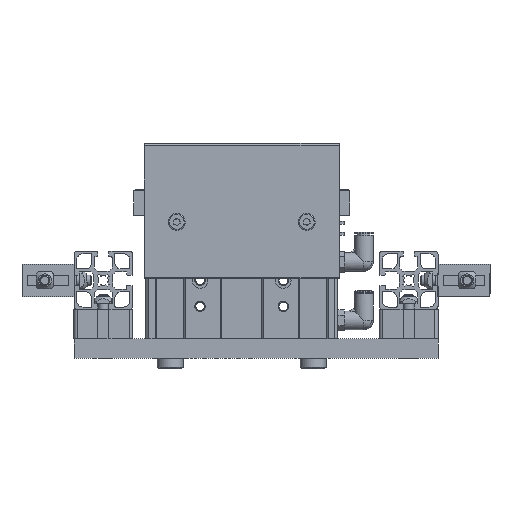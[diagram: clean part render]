
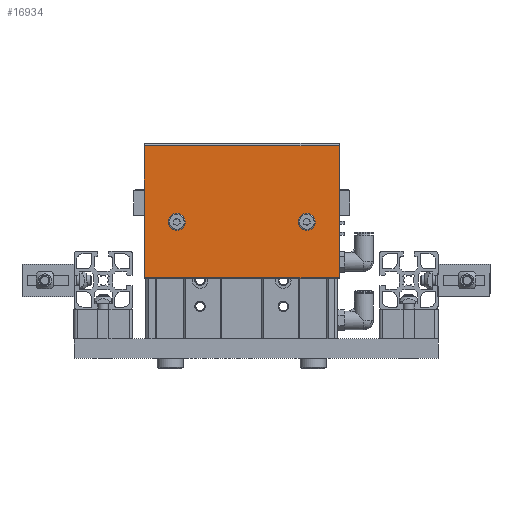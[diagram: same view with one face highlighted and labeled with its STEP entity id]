
A CAD part, front view. The second image highlights one B-rep face of the part: STEP entity #16934.
In plain terms, the highlighted planar face has unit normal (0, -1, 0).
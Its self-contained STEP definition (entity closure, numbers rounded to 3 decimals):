
#1172=LINE('',#26600,#2645);
#1190=LINE('',#26648,#2663);
#1198=LINE('',#26664,#2671);
#1199=LINE('',#26666,#2672);
#2645=VECTOR('',#21275,10.);
#2663=VECTOR('',#21311,10.);
#2671=VECTOR('',#21335,10.);
#2672=VECTOR('',#21338,10.);
#4264=FACE_BOUND('',#5724,.T.);
#4265=FACE_BOUND('',#5725,.T.);
#4641=FACE_OUTER_BOUND('',#5723,.T.);
#5723=EDGE_LOOP('',(#12465,#12466,#12467,#12468));
#5724=EDGE_LOOP('',(#12469));
#5725=EDGE_LOOP('',(#12470));
#6749=CIRCLE('',#18588,4.5);
#6751=CIRCLE('',#18591,4.5);
#7684=VERTEX_POINT('',#26576);
#7686=VERTEX_POINT('',#26582);
#7692=VERTEX_POINT('',#26597);
#7693=VERTEX_POINT('',#26599);
#7713=VERTEX_POINT('',#26645);
#7714=VERTEX_POINT('',#26647);
#9449=EDGE_CURVE('',#7684,#7684,#6749,.T.);
#9452=EDGE_CURVE('',#7686,#7686,#6751,.T.);
#9459=EDGE_CURVE('',#7693,#7692,#1172,.T.);
#9483=EDGE_CURVE('',#7714,#7713,#1190,.T.);
#9492=EDGE_CURVE('',#7693,#7713,#1198,.T.);
#9493=EDGE_CURVE('',#7692,#7714,#1199,.T.);
#12465=ORIENTED_EDGE('',*,*,#9459,.T.);
#12466=ORIENTED_EDGE('',*,*,#9493,.T.);
#12467=ORIENTED_EDGE('',*,*,#9483,.T.);
#12468=ORIENTED_EDGE('',*,*,#9492,.F.);
#12469=ORIENTED_EDGE('',*,*,#9449,.T.);
#12470=ORIENTED_EDGE('',*,*,#9452,.T.);
#16275=PLANE('',#18612);
#16934=ADVANCED_FACE('',(#4641,#4264,#4265),#16275,.T.);
#18588=AXIS2_PLACEMENT_3D('',#26578,#21255,#21256);
#18591=AXIS2_PLACEMENT_3D('',#26584,#21262,#21263);
#18612=AXIS2_PLACEMENT_3D('',#26665,#21336,#21337);
#21255=DIRECTION('center_axis',(0.,1.,0.));
#21256=DIRECTION('ref_axis',(1.,0.,0.));
#21262=DIRECTION('center_axis',(0.,1.,0.));
#21263=DIRECTION('ref_axis',(1.,0.,0.));
#21275=DIRECTION('',(-1.,0.,0.));
#21311=DIRECTION('',(1.,0.,0.));
#21335=DIRECTION('',(0.,0.,-1.));
#21336=DIRECTION('center_axis',(0.,-1.,0.));
#21337=DIRECTION('ref_axis',(0.,0.,-1.));
#21338=DIRECTION('',(0.,0.,-1.));
#26576=CARTESIAN_POINT('',(3.85,-1.5,-50.));
#26578=CARTESIAN_POINT('Origin',(8.35,-1.5,-50.));
#26582=CARTESIAN_POINT('',(3.85,-1.5,50.));
#26584=CARTESIAN_POINT('Origin',(8.35,-1.5,50.));
#26597=CARTESIAN_POINT('',(-50.15,-1.5,75.));
#26599=CARTESIAN_POINT('',(51.15,-1.5,75.));
#26600=CARTESIAN_POINT('',(51.15,-1.5,75.));
#26645=CARTESIAN_POINT('',(51.15,-1.5,-75.));
#26647=CARTESIAN_POINT('',(-50.15,-1.5,-75.));
#26648=CARTESIAN_POINT('',(51.15,-1.5,-75.));
#26664=CARTESIAN_POINT('',(51.15,-1.5,0.));
#26665=CARTESIAN_POINT('Origin',(51.15,-1.5,0.));
#26666=CARTESIAN_POINT('',(-50.15,-1.5,0.));
